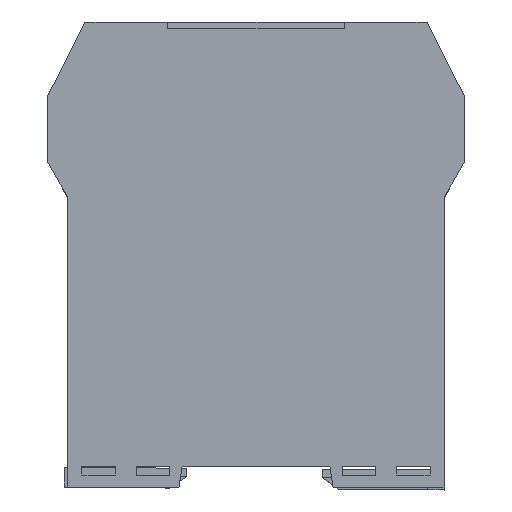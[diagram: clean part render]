
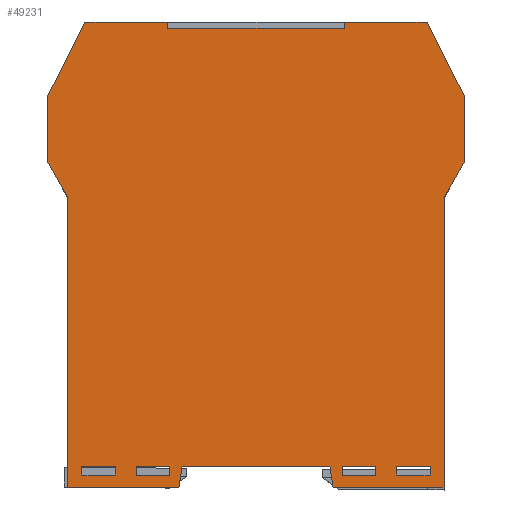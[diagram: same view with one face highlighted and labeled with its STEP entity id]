
A CAD part, top view. The second image highlights one B-rep face of the part: STEP entity #49231.
In plain terms, the highlighted planar face has unit normal (0, 0, 1).
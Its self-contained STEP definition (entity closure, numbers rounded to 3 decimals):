
#1866=LINE('',#70108,#7665);
#1870=LINE('',#70117,#7669);
#1874=LINE('',#70126,#7673);
#1878=LINE('',#70135,#7677);
#1892=LINE('',#70164,#7691);
#1896=LINE('',#70173,#7695);
#1900=LINE('',#70182,#7699);
#1904=LINE('',#70191,#7703);
#1924=LINE('',#70229,#7723);
#1935=LINE('',#70251,#7734);
#1948=LINE('',#70275,#7747);
#1959=LINE('',#70295,#7758);
#1967=LINE('',#70311,#7766);
#1994=LINE('',#70377,#7793);
#1996=LINE('',#70382,#7795);
#2382=LINE('',#71197,#8181);
#2385=LINE('',#71202,#8184);
#2387=LINE('',#71207,#8186);
#2389=LINE('',#71213,#8188);
#2391=LINE('',#71217,#8190);
#2393=LINE('',#71221,#8192);
#2395=LINE('',#71224,#8194);
#2396=LINE('',#71226,#8195);
#2397=LINE('',#71229,#8196);
#2399=LINE('',#71232,#8198);
#2400=LINE('',#71233,#8199);
#2401=LINE('',#71234,#8200);
#2402=LINE('',#71235,#8201);
#2403=LINE('',#71236,#8202);
#2405=LINE('',#71240,#8204);
#2407=LINE('',#71244,#8206);
#2409=LINE('',#71248,#8208);
#2411=LINE('',#71252,#8210);
#2413=LINE('',#71255,#8212);
#7665=VECTOR('',#56289,10.);
#7669=VECTOR('',#56295,10.);
#7673=VECTOR('',#56301,10.);
#7677=VECTOR('',#56307,10.);
#7691=VECTOR('',#56327,10.);
#7695=VECTOR('',#56333,10.);
#7699=VECTOR('',#56339,10.);
#7703=VECTOR('',#56345,10.);
#7723=VECTOR('',#56373,10.);
#7734=VECTOR('',#56392,10.);
#7747=VECTOR('',#56415,10.);
#7758=VECTOR('',#56434,10.);
#7766=VECTOR('',#56450,10.);
#7793=VECTOR('',#56493,10.);
#7795=VECTOR('',#56497,10.);
#8181=VECTOR('',#57261,10.);
#8184=VECTOR('',#57266,10.);
#8186=VECTOR('',#57270,10.);
#8188=VECTOR('',#57278,10.);
#8190=VECTOR('',#57282,10.);
#8192=VECTOR('',#57286,10.);
#8194=VECTOR('',#57290,10.);
#8195=VECTOR('',#57293,10.);
#8196=VECTOR('',#57296,10.);
#8198=VECTOR('',#57300,10.);
#8199=VECTOR('',#57301,10.);
#8200=VECTOR('',#57302,10.);
#8201=VECTOR('',#57303,10.);
#8202=VECTOR('',#57304,10.);
#8204=VECTOR('',#57308,10.);
#8206=VECTOR('',#57312,10.);
#8208=VECTOR('',#57316,10.);
#8210=VECTOR('',#57320,10.);
#8212=VECTOR('',#57324,10.);
#13458=PLANE('',#52169);
#15368=FACE_BOUND('',#18740,.T.);
#15369=FACE_BOUND('',#18741,.T.);
#15370=FACE_BOUND('',#18742,.T.);
#15371=FACE_BOUND('',#18743,.T.);
#16020=FACE_OUTER_BOUND('',#18739,.T.);
#18739=EDGE_LOOP('',(#36100,#36101,#36102,#36103,#36104,#36105,#36106,#36107,
#36108,#36109,#36110,#36111,#36112,#36113,#36114,#36115,#36116,#36117));
#18740=EDGE_LOOP('',(#36118,#36119,#36120,#36121));
#18741=EDGE_LOOP('',(#36122,#36123,#36124,#36125));
#18742=EDGE_LOOP('',(#36126,#36127,#36128,#36129));
#18743=EDGE_LOOP('',(#36130,#36131,#36132,#36133));
#22931=VERTEX_POINT('',#70106);
#22932=VERTEX_POINT('',#70107);
#22935=VERTEX_POINT('',#70115);
#22936=VERTEX_POINT('',#70116);
#22939=VERTEX_POINT('',#70124);
#22940=VERTEX_POINT('',#70125);
#22943=VERTEX_POINT('',#70133);
#22944=VERTEX_POINT('',#70134);
#22955=VERTEX_POINT('',#70162);
#22956=VERTEX_POINT('',#70163);
#22959=VERTEX_POINT('',#70171);
#22960=VERTEX_POINT('',#70172);
#22963=VERTEX_POINT('',#70180);
#22964=VERTEX_POINT('',#70181);
#22967=VERTEX_POINT('',#70189);
#22968=VERTEX_POINT('',#70190);
#23003=VERTEX_POINT('',#70308);
#23004=VERTEX_POINT('',#70310);
#23035=VERTEX_POINT('',#70375);
#23036=VERTEX_POINT('',#70379);
#23037=VERTEX_POINT('',#70381);
#23276=VERTEX_POINT('',#71194);
#23277=VERTEX_POINT('',#71196);
#23278=VERTEX_POINT('',#71200);
#23279=VERTEX_POINT('',#71204);
#23280=VERTEX_POINT('',#71206);
#23281=VERTEX_POINT('',#71212);
#23282=VERTEX_POINT('',#71216);
#23283=VERTEX_POINT('',#71220);
#23284=VERTEX_POINT('',#71228);
#23285=VERTEX_POINT('',#71239);
#23286=VERTEX_POINT('',#71243);
#23287=VERTEX_POINT('',#71247);
#23288=VERTEX_POINT('',#71251);
#27650=EDGE_CURVE('',#22931,#22932,#1866,.T.);
#27654=EDGE_CURVE('',#22935,#22936,#1870,.T.);
#27658=EDGE_CURVE('',#22939,#22940,#1874,.T.);
#27662=EDGE_CURVE('',#22943,#22944,#1878,.T.);
#27676=EDGE_CURVE('',#22955,#22956,#1892,.T.);
#27680=EDGE_CURVE('',#22959,#22960,#1896,.T.);
#27684=EDGE_CURVE('',#22963,#22964,#1900,.T.);
#27688=EDGE_CURVE('',#22967,#22968,#1904,.T.);
#27708=EDGE_CURVE('',#22944,#22939,#1924,.T.);
#27719=EDGE_CURVE('',#22936,#22931,#1935,.T.);
#27732=EDGE_CURVE('',#22960,#22955,#1948,.T.);
#27743=EDGE_CURVE('',#22968,#22963,#1959,.T.);
#27751=EDGE_CURVE('',#23003,#23004,#1967,.T.);
#27785=EDGE_CURVE('',#23035,#23003,#1994,.T.);
#27787=EDGE_CURVE('',#23036,#23037,#1996,.T.);
#28191=EDGE_CURVE('',#23276,#23277,#2382,.T.);
#28194=EDGE_CURVE('',#23278,#23276,#2385,.T.);
#28196=EDGE_CURVE('',#23279,#23280,#2387,.T.);
#28198=EDGE_CURVE('',#23280,#23281,#2389,.T.);
#28200=EDGE_CURVE('',#23281,#23282,#2391,.T.);
#28202=EDGE_CURVE('',#23282,#23283,#2393,.T.);
#28204=EDGE_CURVE('',#23283,#23278,#2395,.T.);
#28205=EDGE_CURVE('',#23277,#23035,#2396,.T.);
#28206=EDGE_CURVE('',#23004,#23284,#2397,.T.);
#28208=EDGE_CURVE('',#22964,#22967,#2399,.T.);
#28209=EDGE_CURVE('',#22956,#22959,#2400,.T.);
#28210=EDGE_CURVE('',#23284,#23036,#2401,.T.);
#28211=EDGE_CURVE('',#22940,#22943,#2402,.T.);
#28212=EDGE_CURVE('',#22932,#22935,#2403,.T.);
#28214=EDGE_CURVE('',#23037,#23285,#2405,.T.);
#28216=EDGE_CURVE('',#23285,#23286,#2407,.T.);
#28218=EDGE_CURVE('',#23286,#23287,#2409,.T.);
#28220=EDGE_CURVE('',#23287,#23288,#2411,.T.);
#28222=EDGE_CURVE('',#23288,#23279,#2413,.T.);
#36100=ORIENTED_EDGE('',*,*,#28198,.F.);
#36101=ORIENTED_EDGE('',*,*,#28196,.F.);
#36102=ORIENTED_EDGE('',*,*,#28222,.F.);
#36103=ORIENTED_EDGE('',*,*,#28220,.F.);
#36104=ORIENTED_EDGE('',*,*,#28218,.F.);
#36105=ORIENTED_EDGE('',*,*,#28216,.F.);
#36106=ORIENTED_EDGE('',*,*,#28214,.F.);
#36107=ORIENTED_EDGE('',*,*,#27787,.F.);
#36108=ORIENTED_EDGE('',*,*,#28210,.F.);
#36109=ORIENTED_EDGE('',*,*,#28206,.F.);
#36110=ORIENTED_EDGE('',*,*,#27751,.F.);
#36111=ORIENTED_EDGE('',*,*,#27785,.F.);
#36112=ORIENTED_EDGE('',*,*,#28205,.F.);
#36113=ORIENTED_EDGE('',*,*,#28191,.F.);
#36114=ORIENTED_EDGE('',*,*,#28194,.F.);
#36115=ORIENTED_EDGE('',*,*,#28204,.F.);
#36116=ORIENTED_EDGE('',*,*,#28202,.F.);
#36117=ORIENTED_EDGE('',*,*,#28200,.F.);
#36118=ORIENTED_EDGE('',*,*,#27654,.T.);
#36119=ORIENTED_EDGE('',*,*,#27719,.T.);
#36120=ORIENTED_EDGE('',*,*,#27650,.T.);
#36121=ORIENTED_EDGE('',*,*,#28212,.T.);
#36122=ORIENTED_EDGE('',*,*,#27662,.T.);
#36123=ORIENTED_EDGE('',*,*,#27708,.T.);
#36124=ORIENTED_EDGE('',*,*,#27658,.T.);
#36125=ORIENTED_EDGE('',*,*,#28211,.T.);
#36126=ORIENTED_EDGE('',*,*,#27680,.T.);
#36127=ORIENTED_EDGE('',*,*,#27732,.T.);
#36128=ORIENTED_EDGE('',*,*,#27676,.T.);
#36129=ORIENTED_EDGE('',*,*,#28209,.T.);
#36130=ORIENTED_EDGE('',*,*,#27688,.T.);
#36131=ORIENTED_EDGE('',*,*,#27743,.T.);
#36132=ORIENTED_EDGE('',*,*,#27684,.T.);
#36133=ORIENTED_EDGE('',*,*,#28208,.T.);
#49231=ADVANCED_FACE('',(#16020,#15368,#15369,#15370,#15371),#13458,.T.);
#52169=AXIS2_PLACEMENT_3D('',#71256,#57325,#57326);
#56289=DIRECTION('',(0.,1.,0.));
#56295=DIRECTION('',(0.,-1.,0.));
#56301=DIRECTION('',(0.,1.,0.));
#56307=DIRECTION('',(0.,-1.,0.));
#56327=DIRECTION('',(0.,1.,0.));
#56333=DIRECTION('',(0.,-1.,0.));
#56339=DIRECTION('',(0.,1.,0.));
#56345=DIRECTION('',(0.,-1.,0.));
#56373=DIRECTION('',(-1.,0.,0.));
#56392=DIRECTION('',(-1.,0.,0.));
#56415=DIRECTION('',(-1.,0.,0.));
#56434=DIRECTION('',(-1.,0.,0.));
#56450=DIRECTION('',(-1.,0.,0.));
#56493=DIRECTION('',(0.,-1.,0.));
#56497=DIRECTION('',(-0.148,-0.989,0.));
#57261=DIRECTION('',(0.,-1.,0.));
#57266=DIRECTION('',(0.451,-0.892,0.));
#57270=DIRECTION('',(1.,0.,0.));
#57278=DIRECTION('',(0.,-1.,0.));
#57282=DIRECTION('',(1.,0.,0.));
#57286=DIRECTION('',(0.,1.,0.));
#57290=DIRECTION('',(1.,0.,0.));
#57293=DIRECTION('',(-0.49,-0.872,0.));
#57296=DIRECTION('',(-0.148,0.989,0.));
#57300=DIRECTION('',(1.,0.,0.));
#57301=DIRECTION('',(1.,0.,0.));
#57302=DIRECTION('',(-1.,0.,0.));
#57303=DIRECTION('',(1.,0.,0.));
#57304=DIRECTION('',(1.,0.,0.));
#57308=DIRECTION('',(-1.,0.,0.));
#57312=DIRECTION('',(0.,1.,0.));
#57316=DIRECTION('',(-0.49,0.872,0.));
#57320=DIRECTION('',(0.,1.,0.));
#57324=DIRECTION('',(0.451,0.892,0.));
#57325=DIRECTION('center_axis',(0.,0.,1.));
#57326=DIRECTION('ref_axis',(1.,0.,0.));
#70106=CARTESIAN_POINT('',(-0.7,-107.25,8.75));
#70107=CARTESIAN_POINT('',(-0.7,-105.15,8.75));
#70108=CARTESIAN_POINT('',(-0.7,-81.623,8.75));
#70115=CARTESIAN_POINT('',(7.2,-105.15,8.75));
#70116=CARTESIAN_POINT('',(7.2,-107.25,8.75));
#70117=CARTESIAN_POINT('',(7.2,-80.573,8.75));
#70124=CARTESIAN_POINT('',(12.2,-107.25,8.75));
#70125=CARTESIAN_POINT('',(12.2,-105.15,8.75));
#70126=CARTESIAN_POINT('',(12.2,-81.623,8.75));
#70133=CARTESIAN_POINT('',(20.1,-105.15,8.75));
#70134=CARTESIAN_POINT('',(20.1,-107.25,8.75));
#70135=CARTESIAN_POINT('',(20.1,-80.573,8.75));
#70162=CARTESIAN_POINT('',(60.9,-107.25,8.75));
#70163=CARTESIAN_POINT('',(60.9,-105.15,8.75));
#70164=CARTESIAN_POINT('',(60.9,-81.623,8.75));
#70171=CARTESIAN_POINT('',(68.8,-105.15,8.75));
#70172=CARTESIAN_POINT('',(68.8,-107.25,8.75));
#70173=CARTESIAN_POINT('',(68.8,-80.573,8.75));
#70180=CARTESIAN_POINT('',(73.8,-107.25,8.75));
#70181=CARTESIAN_POINT('',(73.8,-105.15,8.75));
#70182=CARTESIAN_POINT('',(73.8,-81.623,8.75));
#70189=CARTESIAN_POINT('',(81.7,-105.15,8.75));
#70190=CARTESIAN_POINT('',(81.7,-107.25,8.75));
#70191=CARTESIAN_POINT('',(81.7,-80.573,8.75));
#70229=CARTESIAN_POINT('',(30.3,-107.25,8.75));
#70251=CARTESIAN_POINT('',(23.85,-107.25,8.75));
#70275=CARTESIAN_POINT('',(54.65,-107.25,8.75));
#70295=CARTESIAN_POINT('',(61.1,-107.25,8.75));
#70308=CARTESIAN_POINT('',(85.,-110.15,8.75));
#70310=CARTESIAN_POINT('',(58.75,-110.15,8.75));
#70311=CARTESIAN_POINT('',(85.,-110.15,8.75));
#70375=CARTESIAN_POINT('',(85.,-41.65,8.75));
#70377=CARTESIAN_POINT('',(85.,-41.65,8.75));
#70379=CARTESIAN_POINT('',(23.,-105.15,8.75));
#70381=CARTESIAN_POINT('',(22.25,-110.15,8.75));
#70382=CARTESIAN_POINT('',(23.,-105.15,8.75));
#71194=CARTESIAN_POINT('',(89.75,-17.3,8.75));
#71196=CARTESIAN_POINT('',(89.75,-33.2,8.75));
#71197=CARTESIAN_POINT('',(89.75,-17.3,8.75));
#71200=CARTESIAN_POINT('',(81.,0.,8.75));
#71202=CARTESIAN_POINT('',(81.,0.,8.75));
#71204=CARTESIAN_POINT('',(0.,0.,8.75));
#71206=CARTESIAN_POINT('',(19.6,0.,8.75));
#71207=CARTESIAN_POINT('',(0.,0.,8.75));
#71212=CARTESIAN_POINT('',(19.6,-1.5,8.75));
#71213=CARTESIAN_POINT('',(19.6,0.,8.75));
#71216=CARTESIAN_POINT('',(61.4,-1.5,8.75));
#71217=CARTESIAN_POINT('',(19.6,-1.5,8.75));
#71220=CARTESIAN_POINT('',(61.4,0.,8.75));
#71221=CARTESIAN_POINT('',(61.4,-1.5,8.75));
#71224=CARTESIAN_POINT('',(61.4,0.,8.75));
#71226=CARTESIAN_POINT('',(89.75,-33.2,8.75));
#71228=CARTESIAN_POINT('',(58.,-105.15,8.75));
#71229=CARTESIAN_POINT('',(58.75,-110.15,8.75));
#71232=CARTESIAN_POINT('',(57.15,-105.15,8.75));
#71233=CARTESIAN_POINT('',(50.7,-105.15,8.75));
#71234=CARTESIAN_POINT('',(58.,-105.15,8.75));
#71235=CARTESIAN_POINT('',(26.35,-105.15,8.75));
#71236=CARTESIAN_POINT('',(19.9,-105.15,8.75));
#71239=CARTESIAN_POINT('',(-4.,-110.15,8.75));
#71240=CARTESIAN_POINT('',(22.25,-110.15,8.75));
#71243=CARTESIAN_POINT('',(-4.,-41.65,8.75));
#71244=CARTESIAN_POINT('',(-4.,-110.15,8.75));
#71247=CARTESIAN_POINT('',(-8.75,-33.2,8.75));
#71248=CARTESIAN_POINT('',(-4.,-41.65,8.75));
#71251=CARTESIAN_POINT('',(-8.75,-17.3,8.75));
#71252=CARTESIAN_POINT('',(-8.75,-33.2,8.75));
#71255=CARTESIAN_POINT('',(-8.75,-17.3,8.75));
#71256=CARTESIAN_POINT('Origin',(40.5,-55.997,8.75));
